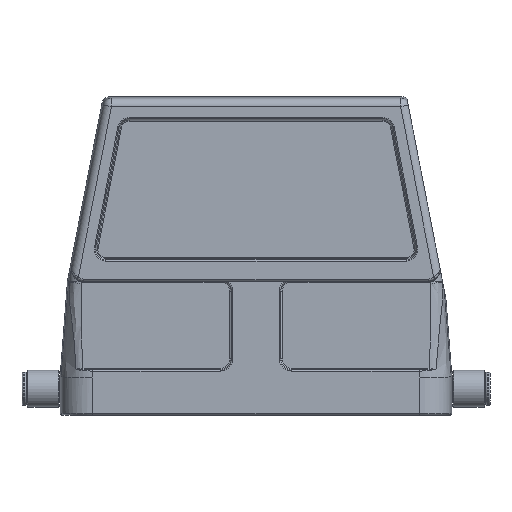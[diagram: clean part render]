
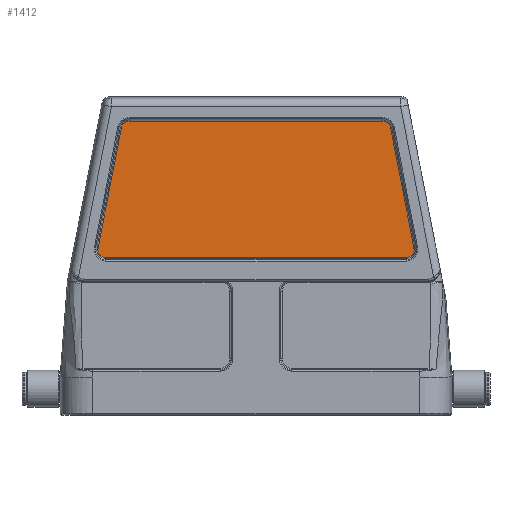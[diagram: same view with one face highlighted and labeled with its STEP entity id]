
A CAD part, front view. The second image highlights one B-rep face of the part: STEP entity #1412.
In plain terms, the highlighted planar face has unit normal (0, -1, 0).
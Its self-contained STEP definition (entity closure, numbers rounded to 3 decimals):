
#1412=ADVANCED_FACE('',(#2128),#1951,.F.);
#1951=PLANE('',#11581);
#2128=FACE_OUTER_BOUND('',#2622,.T.);
#2622=EDGE_LOOP('',(#3357,#3358,#3359,#3360,#3361,#3362,#3363,#3364));
#3357=ORIENTED_EDGE('',*,*,#6649,.T.);
#3358=ORIENTED_EDGE('',*,*,#6650,.T.);
#3359=ORIENTED_EDGE('',*,*,#6651,.T.);
#3360=ORIENTED_EDGE('',*,*,#6652,.T.);
#3361=ORIENTED_EDGE('',*,*,#6653,.T.);
#3362=ORIENTED_EDGE('',*,*,#6654,.T.);
#3363=ORIENTED_EDGE('',*,*,#6655,.T.);
#3364=ORIENTED_EDGE('',*,*,#6656,.T.);
#5865=VERTEX_POINT('',#16807);
#5866=VERTEX_POINT('',#16808);
#5867=VERTEX_POINT('',#16810);
#5868=VERTEX_POINT('',#16812);
#5869=VERTEX_POINT('',#16814);
#5870=VERTEX_POINT('',#16816);
#5871=VERTEX_POINT('',#16818);
#5872=VERTEX_POINT('',#16820);
#6649=EDGE_CURVE('',#5865,#5866,#9630,.T.);
#6650=EDGE_CURVE('',#5866,#5867,#7780,.T.);
#6651=EDGE_CURVE('',#5867,#5868,#9631,.T.);
#6652=EDGE_CURVE('',#5868,#5869,#7781,.T.);
#6653=EDGE_CURVE('',#5869,#5870,#9632,.T.);
#6654=EDGE_CURVE('',#5870,#5871,#7782,.T.);
#6655=EDGE_CURVE('',#5871,#5872,#9633,.T.);
#6656=EDGE_CURVE('',#5872,#5865,#7783,.T.);
#7780=CIRCLE('',#11577,1.835);
#7781=CIRCLE('',#11578,1.835);
#7782=CIRCLE('',#11579,1.835);
#7783=CIRCLE('',#11580,1.835);
#9630=LINE('',#16806,#10267);
#9631=LINE('',#16811,#10268);
#9632=LINE('',#16815,#10269);
#9633=LINE('',#16819,#10270);
#10267=VECTOR('',#12731,1.);
#10268=VECTOR('',#12734,1.);
#10269=VECTOR('',#12737,1.);
#10270=VECTOR('',#12740,1.);
#11577=AXIS2_PLACEMENT_3D('',#16809,#12732,#12733);
#11578=AXIS2_PLACEMENT_3D('',#16813,#12735,#12736);
#11579=AXIS2_PLACEMENT_3D('',#16817,#12738,#12739);
#11580=AXIS2_PLACEMENT_3D('',#16821,#12741,#12742);
#11581=AXIS2_PLACEMENT_3D('',#16822,#12743,#12744);
#12731=DIRECTION('',(-0.191,0.,0.982));
#12732=DIRECTION('',(0.,-1.,0.));
#12733=DIRECTION('',(0.,0.,1.));
#12734=DIRECTION('',(-1.,0.,0.));
#12735=DIRECTION('',(0.,-1.,0.));
#12736=DIRECTION('',(0.,0.,1.));
#12737=DIRECTION('',(-0.191,0.,-0.982));
#12738=DIRECTION('',(0.,-1.,0.));
#12739=DIRECTION('',(0.,0.,1.));
#12740=DIRECTION('',(1.,0.,0.));
#12741=DIRECTION('',(0.,-1.,0.));
#12742=DIRECTION('',(0.,0.,1.));
#12743=DIRECTION('',(0.,1.,0.));
#12744=DIRECTION('',(0.,0.,-1.));
#16806=CARTESIAN_POINT('',(32.095,-21.25,59.55));
#16807=CARTESIAN_POINT('',(37.703,-21.25,30.7));
#16808=CARTESIAN_POINT('',(32.095,-21.25,59.55));
#16809=CARTESIAN_POINT('',(30.294,-21.25,59.2));
#16810=CARTESIAN_POINT('',(30.294,-21.25,61.035));
#16811=CARTESIAN_POINT('',(-30.294,-21.25,61.035));
#16812=CARTESIAN_POINT('',(-30.294,-21.25,61.035));
#16813=CARTESIAN_POINT('',(-30.294,-21.25,59.2));
#16814=CARTESIAN_POINT('',(-32.095,-21.25,59.55));
#16815=CARTESIAN_POINT('',(-37.703,-21.25,30.7));
#16816=CARTESIAN_POINT('',(-37.703,-21.25,30.7));
#16817=CARTESIAN_POINT('',(-35.902,-21.25,30.35));
#16818=CARTESIAN_POINT('',(-35.902,-21.25,28.515));
#16819=CARTESIAN_POINT('',(35.902,-21.25,28.515));
#16820=CARTESIAN_POINT('',(35.902,-21.25,28.515));
#16821=CARTESIAN_POINT('',(35.902,-21.25,30.35));
#16822=CARTESIAN_POINT('',(30.294,-21.25,59.2));
